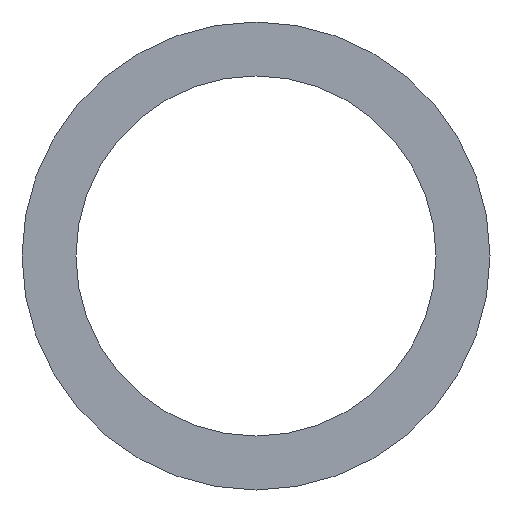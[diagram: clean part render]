
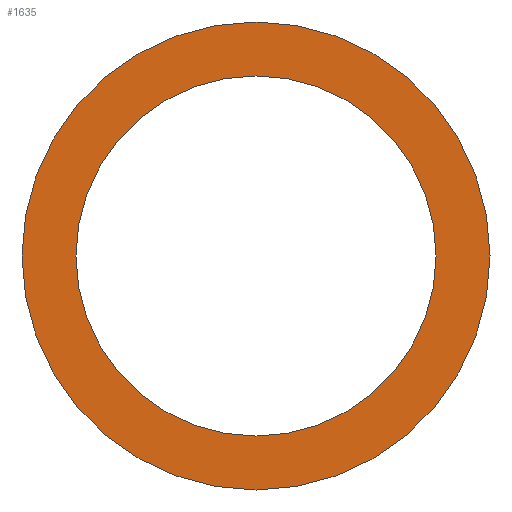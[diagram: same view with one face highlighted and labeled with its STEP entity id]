
A CAD part, front view. The second image highlights one B-rep face of the part: STEP entity #1635.
In plain terms, the highlighted planar face has unit normal (0, -1, 0).
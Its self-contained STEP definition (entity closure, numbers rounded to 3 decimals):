
#62=CIRCLE('',#1765,16.7);
#64=CIRCLE('',#1768,21.7);
#269=FACE_BOUND('',#485,.T.);
#395=FACE_OUTER_BOUND('',#484,.T.);
#484=EDGE_LOOP('',(#1462));
#485=EDGE_LOOP('',(#1463));
#939=VERTEX_POINT('',#2657);
#941=VERTEX_POINT('',#2663);
#1112=EDGE_CURVE('',#939,#939,#62,.T.);
#1115=EDGE_CURVE('',#941,#941,#64,.T.);
#1462=ORIENTED_EDGE('',*,*,#1115,.F.);
#1463=ORIENTED_EDGE('',*,*,#1112,.F.);
#1548=PLANE('',#1770);
#1635=ADVANCED_FACE('',(#395,#269),#1548,.F.);
#1765=AXIS2_PLACEMENT_3D('',#2659,#2173,#2174);
#1768=AXIS2_PLACEMENT_3D('',#2665,#2180,#2181);
#1770=AXIS2_PLACEMENT_3D('',#2667,#2184,#2185);
#2173=DIRECTION('center_axis',(0.,-1.,0.));
#2174=DIRECTION('ref_axis',(1.,0.,0.));
#2180=DIRECTION('center_axis',(0.,1.,0.));
#2181=DIRECTION('ref_axis',(0.,0.,-1.));
#2184=DIRECTION('center_axis',(0.,1.,0.));
#2185=DIRECTION('ref_axis',(1.,0.,0.));
#2657=CARTESIAN_POINT('',(-16.7,0.05,0.));
#2659=CARTESIAN_POINT('Origin',(0.,0.05,0.));
#2663=CARTESIAN_POINT('',(0.,0.05,21.7));
#2665=CARTESIAN_POINT('Origin',(0.,0.05,0.));
#2667=CARTESIAN_POINT('Origin',(0.,0.05,0.));
